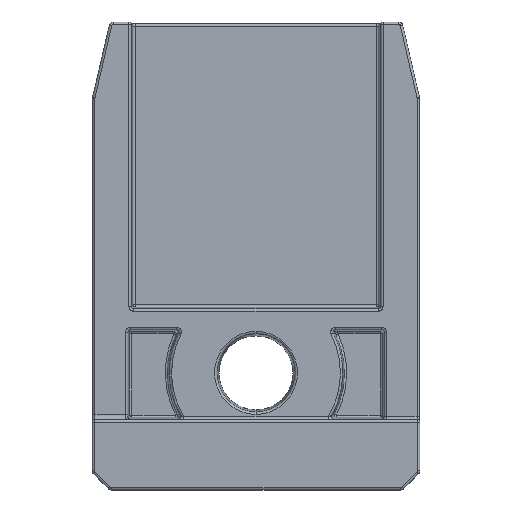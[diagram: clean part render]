
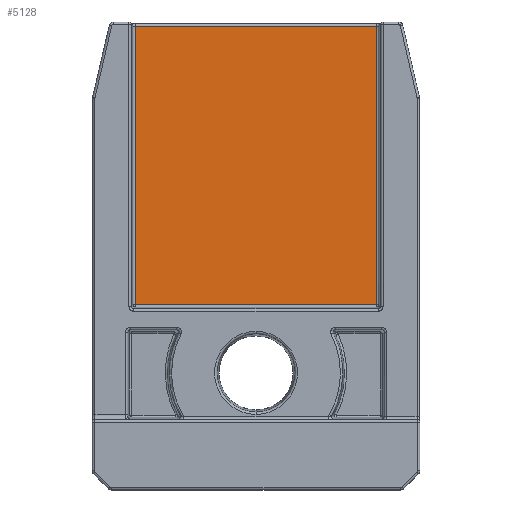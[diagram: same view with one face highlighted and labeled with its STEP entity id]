
A CAD part, front view. The second image highlights one B-rep face of the part: STEP entity #5128.
In plain terms, the highlighted planar face has unit normal (0, -1, 0).
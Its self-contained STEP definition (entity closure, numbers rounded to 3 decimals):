
#12 = LINE ( 'NONE', #7257, #1372 ) ;
#313 = VERTEX_POINT ( 'NONE', #2826 ) ;
#710 = EDGE_CURVE ( 'NONE', #3187, #4349, #1156, .T. ) ;
#1156 = LINE ( 'NONE', #5686, #6629 ) ;
#1372 = VECTOR ( 'NONE', #5236, 1000. ) ;
#1383 = CARTESIAN_POINT ( 'NONE',  ( 5.15, 2., 0. ) ) ;
#1501 = DIRECTION ( 'NONE',  ( 0., 1., 0. ) ) ;
#2066 = LINE ( 'NONE', #1383, #2165 ) ;
#2165 = VECTOR ( 'NONE', #6087, 1000. ) ;
#2208 = CARTESIAN_POINT ( 'NONE',  ( -5.15, 2., -2.195 ) ) ;
#2215 = CARTESIAN_POINT ( 'NONE',  ( 0., 2., 0. ) ) ;
#2438 = VERTEX_POINT ( 'NONE', #4810 ) ;
#2476 = ORIENTED_EDGE ( 'NONE', *, *, #4367, .T. ) ;
#2826 = CARTESIAN_POINT ( 'NONE',  ( -5.15, 2., -2.1 ) ) ;
#3187 = VERTEX_POINT ( 'NONE', #7182 ) ;
#3615 = DIRECTION ( 'NONE',  ( -1., 0., 0. ) ) ;
#3949 = AXIS2_PLACEMENT_3D ( 'NONE', #2215, #1501, #6976 ) ;
#4154 = DIRECTION ( 'NONE',  ( 0., 0., -1. ) ) ;
#4337 = EDGE_CURVE ( 'NONE', #2438, #3187, #2066, .T. ) ;
#4349 = VERTEX_POINT ( 'NONE', #4817 ) ;
#4367 = EDGE_CURVE ( 'NONE', #4349, #313, #6590, .T. ) ;
#4792 = VECTOR ( 'NONE', #4154, 1000. ) ;
#4810 = CARTESIAN_POINT ( 'NONE',  ( 5.15, 2., -2.1 ) ) ;
#4817 = CARTESIAN_POINT ( 'NONE',  ( -5.15, 2., 9.79 ) ) ;
#5126 = EDGE_LOOP ( 'NONE', ( #8100, #2476, #6758, #7869 ) ) ;
#5128 = ADVANCED_FACE ( 'NONE', ( #8598 ), #8256, .F. ) ;
#5236 = DIRECTION ( 'NONE',  ( 1., 0., 0. ) ) ;
#5686 = CARTESIAN_POINT ( 'NONE',  ( 0., 2., 9.79 ) ) ;
#6087 = DIRECTION ( 'NONE',  ( 0., 0., 1. ) ) ;
#6590 = LINE ( 'NONE', #2208, #4792 ) ;
#6629 = VECTOR ( 'NONE', #3615, 1000. ) ;
#6758 = ORIENTED_EDGE ( 'NONE', *, *, #8751, .T. ) ;
#6976 = DIRECTION ( 'NONE',  ( 0., 0., 1. ) ) ;
#7182 = CARTESIAN_POINT ( 'NONE',  ( 5.15, 2., 9.79 ) ) ;
#7257 = CARTESIAN_POINT ( 'NONE',  ( 5.245, 2., -2.1 ) ) ;
#7869 = ORIENTED_EDGE ( 'NONE', *, *, #4337, .T. ) ;
#8100 = ORIENTED_EDGE ( 'NONE', *, *, #710, .T. ) ;
#8256 = PLANE ( 'NONE',  #3949 ) ;
#8598 = FACE_OUTER_BOUND ( 'NONE', #5126, .T. ) ;
#8751 = EDGE_CURVE ( 'NONE', #313, #2438, #12, .T. ) ;
